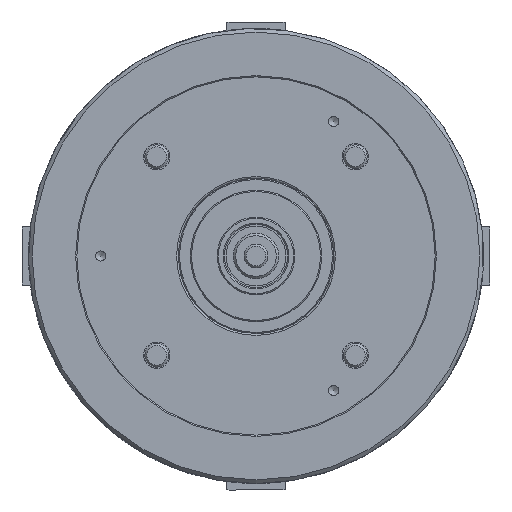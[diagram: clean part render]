
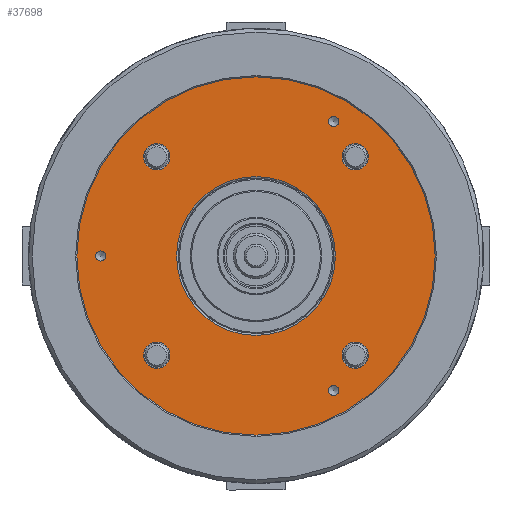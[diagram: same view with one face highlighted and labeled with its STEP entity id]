
A CAD part, left-side view. The second image highlights one B-rep face of the part: STEP entity #37698.
In plain terms, the highlighted planar face has unit normal (-1, 0, 0).
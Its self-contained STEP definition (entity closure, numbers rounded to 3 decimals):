
#156 = VERTEX_POINT ( 'NONE', #15952 ) ;
#325 = DIRECTION ( 'NONE',  ( -1., 0., 0. ) ) ;
#1362 = DIRECTION ( 'NONE',  ( 1., 0., 0. ) ) ;
#1420 = CARTESIAN_POINT ( 'NONE',  ( 6., 0., -66.5 ) ) ;
#2932 = AXIS2_PLACEMENT_3D ( 'NONE', #40262, #4697, #20518 ) ;
#3146 = CIRCLE ( 'NONE', #26353, 11. ) ;
#3613 = EDGE_LOOP ( 'NONE', ( #43203 ) ) ;
#4697 = DIRECTION ( 'NONE',  ( 1., 0., 0. ) ) ;
#5247 = FACE_OUTER_BOUND ( 'NONE', #14670, .T. ) ;
#5341 = DIRECTION ( 'NONE',  ( 0., 0., -1. ) ) ;
#5863 = DIRECTION ( 'NONE',  ( 1., 0., 0. ) ) ;
#6564 = DIRECTION ( 'NONE',  ( 0., 0., -1. ) ) ;
#8569 = DIRECTION ( 'NONE',  ( 0., 0., 1. ) ) ;
#8934 = CIRCLE ( 'NONE', #37942, 11. ) ;
#8971 = EDGE_CURVE ( 'NONE', #156, #156, #42518, .T. ) ;
#9150 = FACE_BOUND ( 'NONE', #3613, .T. ) ;
#9158 = DIRECTION ( 'NONE',  ( 0., 0., 1. ) ) ;
#9639 = AXIS2_PLACEMENT_3D ( 'NONE', #11706, #27534, #43374 ) ;
#11706 = CARTESIAN_POINT ( 'NONE',  ( 6., -65., -112.583 ) ) ;
#12282 = CARTESIAN_POINT ( 'NONE',  ( 6., -65., -108.333 ) ) ;
#12687 = DIRECTION ( 'NONE',  ( 1., 0., 0. ) ) ;
#13048 = FACE_BOUND ( 'NONE', #17153, .T. ) ;
#13779 = EDGE_LOOP ( 'NONE', ( #21586 ) ) ;
#14520 = AXIS2_PLACEMENT_3D ( 'NONE', #28888, #44741, #9158 ) ;
#14670 = EDGE_LOOP ( 'NONE', ( #19664 ) ) ;
#14909 = CIRCLE ( 'NONE', #28982, 150. ) ;
#15393 = CARTESIAN_POINT ( 'NONE',  ( 6., -83.085, -94.085 ) ) ;
#15952 = CARTESIAN_POINT ( 'NONE',  ( 6., 130., 4.25 ) ) ;
#16137 = DIRECTION ( 'NONE',  ( 0., 0., 1. ) ) ;
#16925 = EDGE_CURVE ( 'NONE', #24536, #24536, #36895, .T. ) ;
#17153 = EDGE_LOOP ( 'NONE', ( #33451 ) ) ;
#17184 = DIRECTION ( 'NONE',  ( 0., 0., -1. ) ) ;
#17339 = ORIENTED_EDGE ( 'NONE', *, *, #20608, .T. ) ;
#18426 = EDGE_LOOP ( 'NONE', ( #50507 ) ) ;
#18944 = ORIENTED_EDGE ( 'NONE', *, *, #42488, .T. ) ;
#19664 = ORIENTED_EDGE ( 'NONE', *, *, #24325, .T. ) ;
#20518 = DIRECTION ( 'NONE',  ( 0., 0., -1. ) ) ;
#20608 = EDGE_CURVE ( 'NONE', #20891, #20891, #8934, .T. ) ;
#20891 = VERTEX_POINT ( 'NONE', #36714 ) ;
#21075 = PLANE ( 'NONE',  #47836 ) ;
#21108 = EDGE_CURVE ( 'NONE', #25029, #25029, #3146, .T. ) ;
#21586 = ORIENTED_EDGE ( 'NONE', *, *, #21708, .T. ) ;
#21683 = DIRECTION ( 'NONE',  ( 0., 0., -1. ) ) ;
#21708 = EDGE_CURVE ( 'NONE', #36976, #36976, #47498, .T. ) ;
#23972 = VERTEX_POINT ( 'NONE', #39814 ) ;
#24325 = EDGE_CURVE ( 'NONE', #33331, #33331, #14909, .T. ) ;
#24536 = VERTEX_POINT ( 'NONE', #40393 ) ;
#24978 = FACE_BOUND ( 'NONE', #30308, .T. ) ;
#25029 = VERTEX_POINT ( 'NONE', #40889 ) ;
#25067 = CARTESIAN_POINT ( 'NONE',  ( 6., 0., 0. ) ) ;
#25318 = CIRCLE ( 'NONE', #2932, 11. ) ;
#25897 = EDGE_LOOP ( 'NONE', ( #30691 ) ) ;
#26286 = CARTESIAN_POINT ( 'NONE',  ( 6., 83.085, 83.085 ) ) ;
#26353 = AXIS2_PLACEMENT_3D ( 'NONE', #26286, #42150, #6564 ) ;
#27208 = AXIS2_PLACEMENT_3D ( 'NONE', #48267, #12687, #28518 ) ;
#27534 = DIRECTION ( 'NONE',  ( -1., 0., 0. ) ) ;
#28311 = CARTESIAN_POINT ( 'NONE',  ( 6., 130., 0. ) ) ;
#28518 = DIRECTION ( 'NONE',  ( 0., 0., -1. ) ) ;
#28880 = FACE_BOUND ( 'NONE', #38415, .T. ) ;
#28888 = CARTESIAN_POINT ( 'NONE',  ( 6., -65., 112.583 ) ) ;
#28982 = AXIS2_PLACEMENT_3D ( 'NONE', #35879, #325, #16137 ) ;
#29247 = AXIS2_PLACEMENT_3D ( 'NONE', #25067, #40928, #5341 ) ;
#30308 = EDGE_LOOP ( 'NONE', ( #45778 ) ) ;
#30691 = ORIENTED_EDGE ( 'NONE', *, *, #16925, .F. ) ;
#32030 = CIRCLE ( 'NONE', #9639, 4.25 ) ;
#32756 = FACE_BOUND ( 'NONE', #18426, .T. ) ;
#33331 = VERTEX_POINT ( 'NONE', #49174 ) ;
#33451 = ORIENTED_EDGE ( 'NONE', *, *, #8971, .F. ) ;
#35879 = CARTESIAN_POINT ( 'NONE',  ( 6., 0., 0. ) ) ;
#36714 = CARTESIAN_POINT ( 'NONE',  ( 6., 83.085, -94.085 ) ) ;
#36895 = CIRCLE ( 'NONE', #14520, 4.25 ) ;
#36918 = CARTESIAN_POINT ( 'NONE',  ( 6., 65., 0. ) ) ;
#36976 = VERTEX_POINT ( 'NONE', #1420 ) ;
#37377 = EDGE_LOOP ( 'NONE', ( #17339 ) ) ;
#37698 = ADVANCED_FACE ( 'NONE', ( #32756, #48613, #13048, #28880, #44735, #9150, #24978, #40837, #5247 ), #21075, .F. ) ;
#37942 = AXIS2_PLACEMENT_3D ( 'NONE', #41448, #5863, #21683 ) ;
#38415 = EDGE_LOOP ( 'NONE', ( #18944 ) ) ;
#39814 = CARTESIAN_POINT ( 'NONE',  ( 6., -83.085, 72.085 ) ) ;
#40262 = CARTESIAN_POINT ( 'NONE',  ( 6., -83.085, 83.085 ) ) ;
#40393 = CARTESIAN_POINT ( 'NONE',  ( 6., -65., 116.833 ) ) ;
#40837 = FACE_BOUND ( 'NONE', #13779, .T. ) ;
#40889 = CARTESIAN_POINT ( 'NONE',  ( 6., 83.085, 72.085 ) ) ;
#40928 = DIRECTION ( 'NONE',  ( 1., 0., 0. ) ) ;
#41448 = CARTESIAN_POINT ( 'NONE',  ( 6., 83.085, -83.085 ) ) ;
#42150 = DIRECTION ( 'NONE',  ( 1., 0., 0. ) ) ;
#42488 = EDGE_CURVE ( 'NONE', #50957, #50957, #49604, .T. ) ;
#42518 = CIRCLE ( 'NONE', #49884, 4.25 ) ;
#43203 = ORIENTED_EDGE ( 'NONE', *, *, #21108, .T. ) ;
#43374 = DIRECTION ( 'NONE',  ( 0., 0., 1. ) ) ;
#44164 = DIRECTION ( 'NONE',  ( -1., 0., 0. ) ) ;
#44735 = FACE_BOUND ( 'NONE', #37377, .T. ) ;
#44741 = DIRECTION ( 'NONE',  ( -1., 0., 0. ) ) ;
#45778 = ORIENTED_EDGE ( 'NONE', *, *, #48803, .T. ) ;
#47498 = CIRCLE ( 'NONE', #29247, 66.5 ) ;
#47836 = AXIS2_PLACEMENT_3D ( 'NONE', #36918, #1362, #17184 ) ;
#47849 = VERTEX_POINT ( 'NONE', #12282 ) ;
#48267 = CARTESIAN_POINT ( 'NONE',  ( 6., -83.085, -83.085 ) ) ;
#48613 = FACE_BOUND ( 'NONE', #25897, .T. ) ;
#48803 = EDGE_CURVE ( 'NONE', #23972, #23972, #25318, .T. ) ;
#49174 = CARTESIAN_POINT ( 'NONE',  ( 6., 0., 150. ) ) ;
#49604 = CIRCLE ( 'NONE', #27208, 11. ) ;
#49850 = EDGE_CURVE ( 'NONE', #47849, #47849, #32030, .T. ) ;
#49884 = AXIS2_PLACEMENT_3D ( 'NONE', #28311, #44164, #8569 ) ;
#50507 = ORIENTED_EDGE ( 'NONE', *, *, #49850, .F. ) ;
#50957 = VERTEX_POINT ( 'NONE', #15393 ) ;
